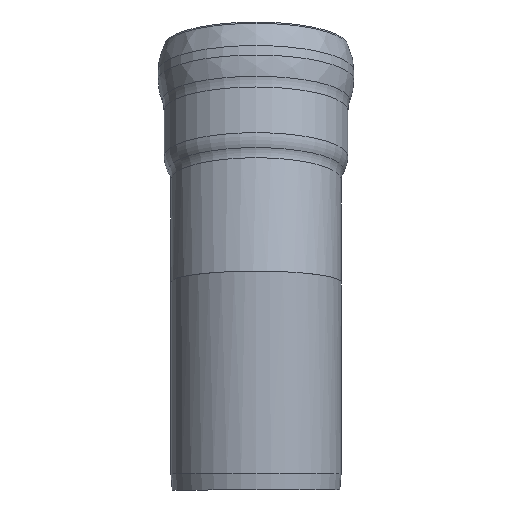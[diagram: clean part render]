
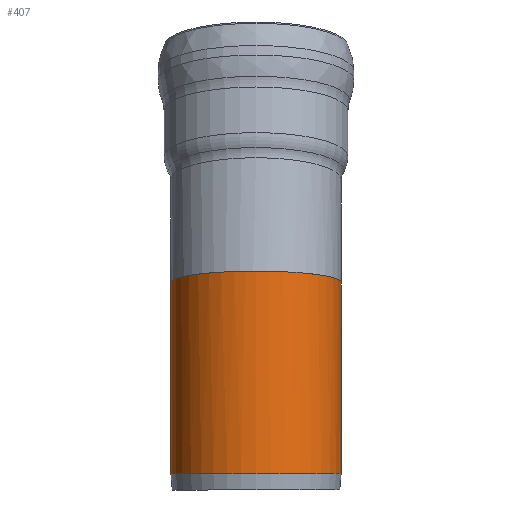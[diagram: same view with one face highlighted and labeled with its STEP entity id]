
A CAD part, left-side view. The second image highlights one B-rep face of the part: STEP entity #407.
In plain terms, the highlighted cylindrical face has radius 365 mm (diameter 730 mm), a full revolution.
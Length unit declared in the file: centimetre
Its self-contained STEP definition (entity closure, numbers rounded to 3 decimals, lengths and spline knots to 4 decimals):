
#46=FACE_OUTER_BOUND('',#72,.T.);
#72=EDGE_LOOP('',(#277,#278,#279,#280));
#100=ELLIPSE('',#438,36.815,36.5);
#104=LINE('',#666,#120);
#120=VECTOR('',#511,36.5);
#136=CIRCLE('',#437,36.5);
#179=VERTEX_POINT('',#663);
#180=VERTEX_POINT('',#665);
#216=EDGE_CURVE('',#179,#179,#136,.T.);
#217=EDGE_CURVE('',#179,#180,#104,.T.);
#218=EDGE_CURVE('',#180,#180,#100,.T.);
#277=ORIENTED_EDGE('',*,*,#216,.F.);
#278=ORIENTED_EDGE('',*,*,#217,.T.);
#279=ORIENTED_EDGE('',*,*,#218,.F.);
#280=ORIENTED_EDGE('',*,*,#217,.F.);
#399=CYLINDRICAL_SURFACE('',#436,36.5);
#407=ADVANCED_FACE('',(#46),#399,.T.);
#436=AXIS2_PLACEMENT_3D('',#662,#507,#508);
#437=AXIS2_PLACEMENT_3D('',#664,#509,#510);
#438=AXIS2_PLACEMENT_3D('',#667,#512,#513);
#507=DIRECTION('center_axis',(0.,0.,-1.));
#508=DIRECTION('ref_axis',(1.,0.,0.));
#509=DIRECTION('center_axis',(0.,0.,-1.));
#510=DIRECTION('ref_axis',(1.,0.,0.));
#511=DIRECTION('',(0.,0.,1.));
#512=DIRECTION('center_axis',(0.131,0.,0.991));
#513=DIRECTION('ref_axis',(0.991,0.,-0.131));
#662=CARTESIAN_POINT('Origin',(0.,0.,8.5));
#663=CARTESIAN_POINT('',(-36.5,0.,7.));
#664=CARTESIAN_POINT('Origin',(0.,0.,7.));
#665=CARTESIAN_POINT('',(-36.5,0.,93.8053));
#666=CARTESIAN_POINT('',(-36.5,0.,8.5));
#667=CARTESIAN_POINT('Origin',(0.,0.,89.));
